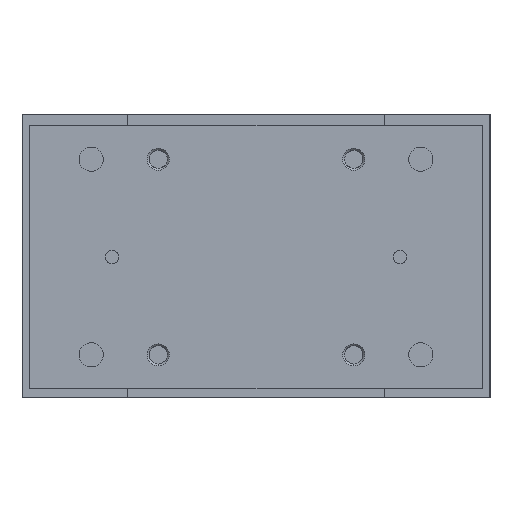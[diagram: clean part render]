
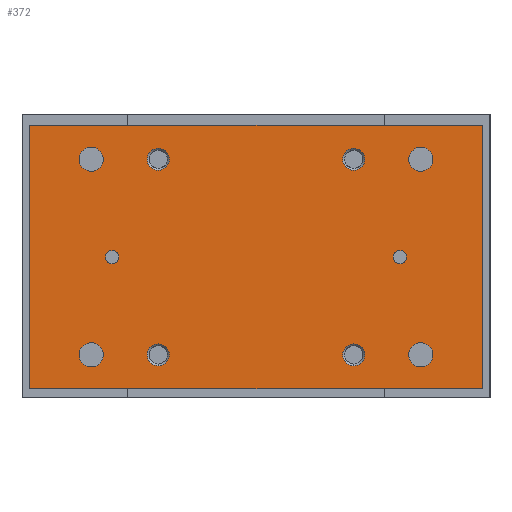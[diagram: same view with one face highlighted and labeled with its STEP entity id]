
A CAD part, left-side view. The second image highlights one B-rep face of the part: STEP entity #372.
In plain terms, the highlighted planar face has unit normal (-1, 0, 0).
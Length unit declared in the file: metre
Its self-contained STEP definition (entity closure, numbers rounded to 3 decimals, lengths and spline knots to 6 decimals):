
#372 = ADVANCED_FACE( '', ( #1112, #1113, #1114, #1115, #1116, #1117, #1118, #1119, #1120, #1121, #1122 ), #1123, .F. );
#1112 = FACE_BOUND( '', #1913, .T. );
#1113 = FACE_BOUND( '', #1914, .T. );
#1114 = FACE_BOUND( '', #1915, .T. );
#1115 = FACE_BOUND( '', #1916, .T. );
#1116 = FACE_BOUND( '', #1917, .T. );
#1117 = FACE_BOUND( '', #1918, .T. );
#1118 = FACE_BOUND( '', #1919, .T. );
#1119 = FACE_BOUND( '', #1920, .T. );
#1120 = FACE_BOUND( '', #1921, .T. );
#1121 = FACE_BOUND( '', #1922, .T. );
#1122 = FACE_OUTER_BOUND( '', #1923, .T. );
#1123 = PLANE( '', #1924 );
#1913 = EDGE_LOOP( '', ( #3496 ) );
#1914 = EDGE_LOOP( '', ( #3497 ) );
#1915 = EDGE_LOOP( '', ( #3498 ) );
#1916 = EDGE_LOOP( '', ( #3499 ) );
#1917 = EDGE_LOOP( '', ( #3500 ) );
#1918 = EDGE_LOOP( '', ( #3501 ) );
#1919 = EDGE_LOOP( '', ( #3502 ) );
#1920 = EDGE_LOOP( '', ( #3503 ) );
#1921 = EDGE_LOOP( '', ( #3504 ) );
#1922 = EDGE_LOOP( '', ( #3505 ) );
#1923 = EDGE_LOOP( '', ( #3506, #3507, #3508, #3509 ) );
#1924 = AXIS2_PLACEMENT_3D( '', #3510, #3511, #3512 );
#3496 = ORIENTED_EDGE( '', *, *, #4137, .T. );
#3497 = ORIENTED_EDGE( '', *, *, #4139, .F. );
#3498 = ORIENTED_EDGE( '', *, *, #4141, .F. );
#3499 = ORIENTED_EDGE( '', *, *, #4143, .T. );
#3500 = ORIENTED_EDGE( '', *, *, #4144, .F. );
#3501 = ORIENTED_EDGE( '', *, *, #4145, .T. );
#3502 = ORIENTED_EDGE( '', *, *, #4148, .T. );
#3503 = ORIENTED_EDGE( '', *, *, #4151, .F. );
#3504 = ORIENTED_EDGE( '', *, *, #4154, .F. );
#3505 = ORIENTED_EDGE( '', *, *, #4157, .T. );
#3506 = ORIENTED_EDGE( '', *, *, #4041, .T. );
#3507 = ORIENTED_EDGE( '', *, *, #4095, .T. );
#3508 = ORIENTED_EDGE( '', *, *, #4158, .T. );
#3509 = ORIENTED_EDGE( '', *, *, #4159, .T. );
#3510 = CARTESIAN_POINT( '', ( -0.1405, -0.103, -0.125 ) );
#3511 = DIRECTION( '', ( 1., 0., 0. ) );
#3512 = DIRECTION( '', ( 0., 0., -1. ) );
#4041 = EDGE_CURVE( '', #4802, #4800, #4803, .T. );
#4095 = EDGE_CURVE( '', #4800, #4897, #4899, .T. );
#4137 = EDGE_CURVE( '', #4977, #4977, #4978, .T. );
#4139 = EDGE_CURVE( '', #4981, #4981, #4982, .T. );
#4141 = EDGE_CURVE( '', #4985, #4985, #4986, .T. );
#4143 = EDGE_CURVE( '', #4989, #4989, #4990, .T. );
#4144 = EDGE_CURVE( '', #4991, #4991, #4992, .T. );
#4145 = EDGE_CURVE( '', #4993, #4993, #4994, .T. );
#4148 = EDGE_CURVE( '', #4999, #4999, #5000, .T. );
#4151 = EDGE_CURVE( '', #5005, #5005, #5006, .T. );
#4154 = EDGE_CURVE( '', #5011, #5011, #5012, .T. );
#4157 = EDGE_CURVE( '', #5017, #5017, #5018, .T. );
#4158 = EDGE_CURVE( '', #4897, #5019, #5020, .T. );
#4159 = EDGE_CURVE( '', #5019, #4802, #5021, .T. );
#4800 = VERTEX_POINT( '', #5812 );
#4802 = VERTEX_POINT( '', #5815 );
#4803 = LINE( '', #5816, #5817 );
#4897 = VERTEX_POINT( '', #5958 );
#4899 = LINE( '', #5961, #5962 );
#4977 = VERTEX_POINT( '', #6049 );
#4978 = CIRCLE( '', #6050, 0.005 );
#4981 = VERTEX_POINT( '', #6053 );
#4982 = CIRCLE( '', #6054, 0.005 );
#4985 = VERTEX_POINT( '', #6057 );
#4986 = CIRCLE( '', #6058, 0.005 );
#4989 = VERTEX_POINT( '', #6061 );
#4990 = CIRCLE( '', #6062, 0.005 );
#4991 = VERTEX_POINT( '', #6063 );
#4992 = CIRCLE( '', #6064, 0.003 );
#4993 = VERTEX_POINT( '', #6065 );
#4994 = CIRCLE( '', #6066, 0.003 );
#4999 = VERTEX_POINT( '', #6071 );
#5000 = CIRCLE( '', #6072, 0.0055 );
#5005 = VERTEX_POINT( '', #6077 );
#5006 = CIRCLE( '', #6078, 0.0055 );
#5011 = VERTEX_POINT( '', #6083 );
#5012 = CIRCLE( '', #6084, 0.0055 );
#5017 = VERTEX_POINT( '', #6089 );
#5018 = CIRCLE( '', #6090, 0.0055 );
#5019 = VERTEX_POINT( '', #6091 );
#5020 = LINE( '', #6092, #6093 );
#5021 = LINE( '', #6094, #6095 );
#5812 = CARTESIAN_POINT( '', ( -0.1405, -0.103, -0.005 ) );
#5815 = CARTESIAN_POINT( '', ( -0.1405, -0.103, -0.125 ) );
#5816 = CARTESIAN_POINT( '', ( -0.1405, -0.103, -0.125 ) );
#5817 = VECTOR( '', #6754, 1. );
#5958 = CARTESIAN_POINT( '', ( -0.1405, 0.103, -0.005 ) );
#5961 = CARTESIAN_POINT( '', ( -0.1405, -0.103, -0.005 ) );
#5962 = VECTOR( '', #6818, 1. );
#6049 = CARTESIAN_POINT( '', ( -0.1405, -0.0395, -0.0205 ) );
#6050 = AXIS2_PLACEMENT_3D( '', #6918, #6919, #6920 );
#6053 = CARTESIAN_POINT( '', ( -0.1405, 0.0395, -0.0205 ) );
#6054 = AXIS2_PLACEMENT_3D( '', #6924, #6925, #6926 );
#6057 = CARTESIAN_POINT( '', ( -0.1405, -0.0395, -0.1095 ) );
#6058 = AXIS2_PLACEMENT_3D( '', #6930, #6931, #6932 );
#6061 = CARTESIAN_POINT( '', ( -0.1405, 0.0395, -0.1095 ) );
#6062 = AXIS2_PLACEMENT_3D( '', #6936, #6937, #6938 );
#6063 = CARTESIAN_POINT( '', ( -0.1405, -0.0625, -0.065 ) );
#6064 = AXIS2_PLACEMENT_3D( '', #6939, #6940, #6941 );
#6065 = CARTESIAN_POINT( '', ( -0.1405, 0.0625, -0.065 ) );
#6066 = AXIS2_PLACEMENT_3D( '', #6942, #6943, #6944 );
#6071 = CARTESIAN_POINT( '', ( -0.1405, -0.0805, -0.1095 ) );
#6072 = AXIS2_PLACEMENT_3D( '', #6951, #6952, #6953 );
#6077 = CARTESIAN_POINT( '', ( -0.1405, 0.0805, -0.1095 ) );
#6078 = AXIS2_PLACEMENT_3D( '', #6960, #6961, #6962 );
#6083 = CARTESIAN_POINT( '', ( -0.1405, -0.0805, -0.0205 ) );
#6084 = AXIS2_PLACEMENT_3D( '', #6969, #6970, #6971 );
#6089 = CARTESIAN_POINT( '', ( -0.1405, 0.0805, -0.0205 ) );
#6090 = AXIS2_PLACEMENT_3D( '', #6978, #6979, #6980 );
#6091 = CARTESIAN_POINT( '', ( -0.1405, 0.103, -0.125 ) );
#6092 = CARTESIAN_POINT( '', ( -0.1405, 0.103, -0.005 ) );
#6093 = VECTOR( '', #6981, 1. );
#6094 = CARTESIAN_POINT( '', ( -0.1405, 0.103, -0.125 ) );
#6095 = VECTOR( '', #6982, 1. );
#6754 = DIRECTION( '', ( 0., 0., 1. ) );
#6818 = DIRECTION( '', ( 0., 1., 0. ) );
#6918 = CARTESIAN_POINT( '', ( -0.1405, -0.0445, -0.0205 ) );
#6919 = DIRECTION( '', ( 1., 0., 0. ) );
#6920 = DIRECTION( '', ( 0., 1., 0. ) );
#6924 = CARTESIAN_POINT( '', ( -0.1405, 0.0445, -0.0205 ) );
#6925 = DIRECTION( '', ( -1., 0., 0. ) );
#6926 = DIRECTION( '', ( 0., -1., 0. ) );
#6930 = CARTESIAN_POINT( '', ( -0.1405, -0.0445, -0.1095 ) );
#6931 = DIRECTION( '', ( -1., 0., 0. ) );
#6932 = DIRECTION( '', ( 0., 1., 0. ) );
#6936 = CARTESIAN_POINT( '', ( -0.1405, 0.0445, -0.1095 ) );
#6937 = DIRECTION( '', ( 1., 0., 0. ) );
#6938 = DIRECTION( '', ( 0., -1., 0. ) );
#6939 = CARTESIAN_POINT( '', ( -0.1405, -0.0655, -0.065 ) );
#6940 = DIRECTION( '', ( -1., 0., 0. ) );
#6941 = DIRECTION( '', ( 0., 1., 0. ) );
#6942 = CARTESIAN_POINT( '', ( -0.1405, 0.0655, -0.065 ) );
#6943 = DIRECTION( '', ( 1., 0., 0. ) );
#6944 = DIRECTION( '', ( 0., -1., 0. ) );
#6951 = CARTESIAN_POINT( '', ( -0.1405, -0.075, -0.1095 ) );
#6952 = DIRECTION( '', ( 1., 0., 0. ) );
#6953 = DIRECTION( '', ( 0., -1., 0. ) );
#6960 = CARTESIAN_POINT( '', ( -0.1405, 0.075, -0.1095 ) );
#6961 = DIRECTION( '', ( -1., 0., 0. ) );
#6962 = DIRECTION( '', ( 0., 1., 0. ) );
#6969 = CARTESIAN_POINT( '', ( -0.1405, -0.075, -0.0205 ) );
#6970 = DIRECTION( '', ( -1., 0., 0. ) );
#6971 = DIRECTION( '', ( 0., -1., 0. ) );
#6978 = CARTESIAN_POINT( '', ( -0.1405, 0.075, -0.0205 ) );
#6979 = DIRECTION( '', ( 1., 0., 0. ) );
#6980 = DIRECTION( '', ( 0., 1., 0. ) );
#6981 = DIRECTION( '', ( 0., 0., -1. ) );
#6982 = DIRECTION( '', ( 0., -1., 0. ) );
